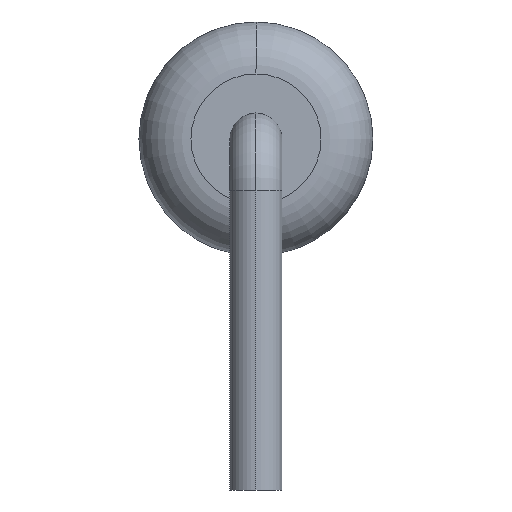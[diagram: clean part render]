
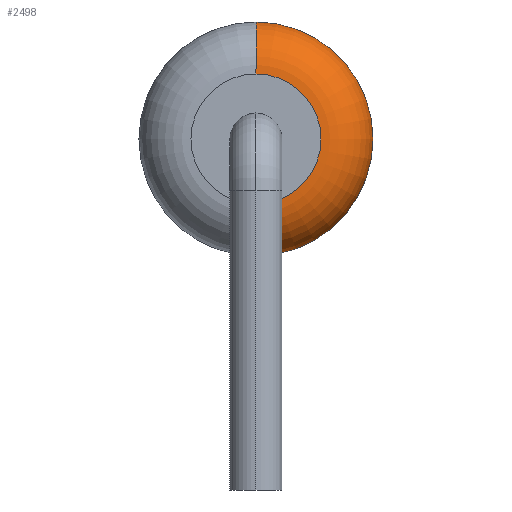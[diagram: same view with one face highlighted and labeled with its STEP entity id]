
A CAD part, left-side view. The second image highlights one B-rep face of the part: STEP entity #2498.
In plain terms, the highlighted toroidal (fillet/blend) face has major radius 1 mm and minor radius 0.8 mm.
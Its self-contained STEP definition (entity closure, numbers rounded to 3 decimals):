
#2455=CARTESIAN_POINT('',(-3.7,0.,1.8));
#2456=DIRECTION('',(-1.0,0.,0.));
#2457=DIRECTION('',(0.0,0.0,1.0));
#2458=AXIS2_PLACEMENT_3D('',#2455,#2456,#2457);
#2459=TOROIDAL_SURFACE('',#2458,1.0,0.8);
#2460=CARTESIAN_POINT('',(-4.5,0.,2.8));
#2461=VERTEX_POINT('',#2460);
#2462=CARTESIAN_POINT('',(-3.7,0.,3.6));
#2463=VERTEX_POINT('',#2462);
#2464=CARTESIAN_POINT('',(-3.7,0.,2.8));
#2465=DIRECTION('',(0.0,1.0,0.0));
#2466=DIRECTION('',(0.0,0.0,1.0));
#2467=AXIS2_PLACEMENT_3D('',#2464,#2465,#2466);
#2468=CIRCLE('',#2467,0.8);
#2469=EDGE_CURVE('',#2461,#2463,#2468,.T.);
#2470=ORIENTED_EDGE('',*,*,#2469,.F.);
#2471=CARTESIAN_POINT('',(-4.5,0.,0.8));
#2472=VERTEX_POINT('',#2471);
#2473=CARTESIAN_POINT('',(-4.5,0.,1.8));
#2474=DIRECTION('',(1.0,0.0,0.0));
#2475=DIRECTION('',(0.0,-1.0,0.0));
#2476=AXIS2_PLACEMENT_3D('',#2473,#2474,#2475);
#2477=CIRCLE('',#2476,1.0);
#2478=EDGE_CURVE('',#2461,#2472,#2477,.T.);
#2479=ORIENTED_EDGE('',*,*,#2478,.T.);
#2480=CARTESIAN_POINT('',(-3.7,0.,0.));
#2481=VERTEX_POINT('',#2480);
#2482=CARTESIAN_POINT('',(-3.7,0.,0.8));
#2483=DIRECTION('',(0.0,-1.0,0.0));
#2484=DIRECTION('',(0.0,0.0,-1.0));
#2485=AXIS2_PLACEMENT_3D('',#2482,#2483,#2484);
#2486=CIRCLE('',#2485,0.8);
#2487=EDGE_CURVE('',#2472,#2481,#2486,.T.);
#2488=ORIENTED_EDGE('',*,*,#2487,.T.);
#2489=CARTESIAN_POINT('',(-3.7,0.,1.8));
#2490=DIRECTION('',(-1.0,0.0,0.0));
#2491=DIRECTION('',(0.0,-1.0,0.0));
#2492=AXIS2_PLACEMENT_3D('',#2489,#2490,#2491);
#2493=CIRCLE('',#2492,1.8);
#2494=EDGE_CURVE('',#2481,#2463,#2493,.T.);
#2495=ORIENTED_EDGE('',*,*,#2494,.T.);
#2496=EDGE_LOOP('',(#2470,#2479,#2488,#2495));
#2497=FACE_OUTER_BOUND('',#2496,.T.);
#2498=ADVANCED_FACE('',(#2497),#2459,.T.);
